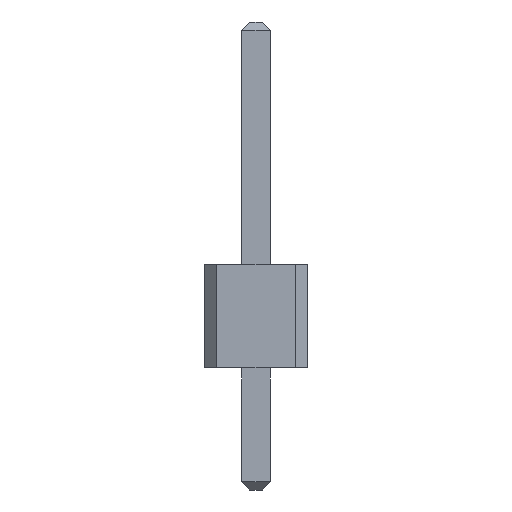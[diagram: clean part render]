
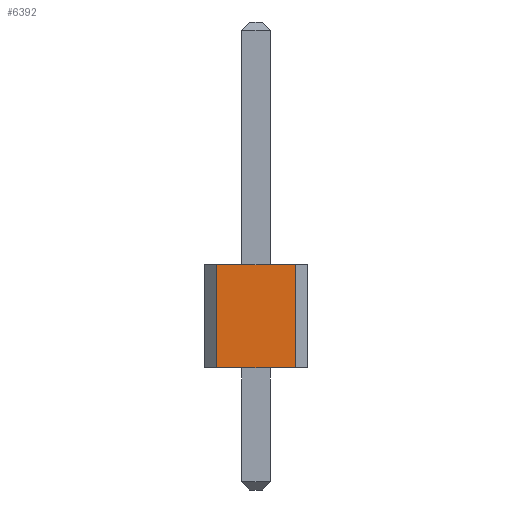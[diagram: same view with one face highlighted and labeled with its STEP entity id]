
A CAD part, front view. The second image highlights one B-rep face of the part: STEP entity #6392.
In plain terms, the highlighted planar face has unit normal (0, -1, 0).
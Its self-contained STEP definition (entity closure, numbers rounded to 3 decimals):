
#5474 = PLANE('',#5475);
#5475 = AXIS2_PLACEMENT_3D('',#5476,#5477,#5478);
#5476 = CARTESIAN_POINT('',(0.,-27.94,
    0.));
#5477 = DIRECTION('',(0.,0.,1.));
#5478 = DIRECTION('',(1.,0.,0.));
#5733 = PLANE('',#5734);
#5734 = AXIS2_PLACEMENT_3D('',#5735,#5736,#5737);
#5735 = CARTESIAN_POINT('',(0.,-27.94,2.54));
#5736 = DIRECTION('',(0.,0.,1.));
#5737 = DIRECTION('',(1.,0.,0.));
#5959 = VERTEX_POINT('',#5960);
#5960 = CARTESIAN_POINT('',(-0.97,-29.21,0.));
#5974 = PLANE('',#5975);
#5975 = AXIS2_PLACEMENT_3D('',#5976,#5977,#5978);
#5976 = CARTESIAN_POINT('',(-1.12,-29.06,0.));
#5977 = DIRECTION('',(-0.707,-0.707,0.));
#5978 = DIRECTION('',(0.,0.,1.));
#5986 = EDGE_CURVE('',#5987,#5959,#5989,.T.);
#5987 = VERTEX_POINT('',#5988);
#5988 = CARTESIAN_POINT('',(0.97,-29.21,0.));
#5989 = SURFACE_CURVE('',#5990,(#5994,#6001),.PCURVE_S1.);
#5990 = LINE('',#5991,#5992);
#5991 = CARTESIAN_POINT('',(1.27,-29.21,0.));
#5992 = VECTOR('',#5993,1.);
#5993 = DIRECTION('',(-1.,0.,0.));
#5994 = PCURVE('',#5474,#5995);
#5995 = DEFINITIONAL_REPRESENTATION('',(#5996),#6000);
#5996 = LINE('',#5997,#5998);
#5997 = CARTESIAN_POINT('',(1.27,-1.27));
#5998 = VECTOR('',#5999,1.);
#5999 = DIRECTION('',(-1.,0.));
#6000 = ( GEOMETRIC_REPRESENTATION_CONTEXT(2) 
PARAMETRIC_REPRESENTATION_CONTEXT() REPRESENTATION_CONTEXT('2D SPACE',''
  ) );
#6001 = PCURVE('',#6002,#6007);
#6002 = PLANE('',#6003);
#6003 = AXIS2_PLACEMENT_3D('',#6004,#6005,#6006);
#6004 = CARTESIAN_POINT('',(1.27,-29.21,0.));
#6005 = DIRECTION('',(0.,-1.,0.));
#6006 = DIRECTION('',(-1.,0.,0.));
#6007 = DEFINITIONAL_REPRESENTATION('',(#6008),#6012);
#6008 = LINE('',#6009,#6010);
#6009 = CARTESIAN_POINT('',(0.,-0.));
#6010 = VECTOR('',#6011,1.);
#6011 = DIRECTION('',(1.,0.));
#6012 = ( GEOMETRIC_REPRESENTATION_CONTEXT(2) 
PARAMETRIC_REPRESENTATION_CONTEXT() REPRESENTATION_CONTEXT('2D SPACE',''
  ) );
#6030 = PLANE('',#6031);
#6031 = AXIS2_PLACEMENT_3D('',#6032,#6033,#6034);
#6032 = CARTESIAN_POINT('',(1.12,-29.06,0.));
#6033 = DIRECTION('',(0.707,-0.707,0.));
#6034 = DIRECTION('',(0.,0.,1.));
#6223 = VERTEX_POINT('',#6224);
#6224 = CARTESIAN_POINT('',(-0.97,-29.21,2.54));
#6245 = EDGE_CURVE('',#6246,#6223,#6248,.T.);
#6246 = VERTEX_POINT('',#6247);
#6247 = CARTESIAN_POINT('',(0.97,-29.21,2.54));
#6248 = SURFACE_CURVE('',#6249,(#6253,#6260),.PCURVE_S1.);
#6249 = LINE('',#6250,#6251);
#6250 = CARTESIAN_POINT('',(1.27,-29.21,2.54));
#6251 = VECTOR('',#6252,1.);
#6252 = DIRECTION('',(-1.,0.,0.));
#6253 = PCURVE('',#5733,#6254);
#6254 = DEFINITIONAL_REPRESENTATION('',(#6255),#6259);
#6255 = LINE('',#6256,#6257);
#6256 = CARTESIAN_POINT('',(1.27,-1.27));
#6257 = VECTOR('',#6258,1.);
#6258 = DIRECTION('',(-1.,0.));
#6259 = ( GEOMETRIC_REPRESENTATION_CONTEXT(2) 
PARAMETRIC_REPRESENTATION_CONTEXT() REPRESENTATION_CONTEXT('2D SPACE',''
  ) );
#6260 = PCURVE('',#6002,#6261);
#6261 = DEFINITIONAL_REPRESENTATION('',(#6262),#6266);
#6262 = LINE('',#6263,#6264);
#6263 = CARTESIAN_POINT('',(0.,-2.54));
#6264 = VECTOR('',#6265,1.);
#6265 = DIRECTION('',(1.,0.));
#6266 = ( GEOMETRIC_REPRESENTATION_CONTEXT(2) 
PARAMETRIC_REPRESENTATION_CONTEXT() REPRESENTATION_CONTEXT('2D SPACE',''
  ) );
#6372 = EDGE_CURVE('',#5987,#6246,#6373,.T.);
#6373 = SURFACE_CURVE('',#6374,(#6378,#6385),.PCURVE_S1.);
#6374 = LINE('',#6375,#6376);
#6375 = CARTESIAN_POINT('',(0.97,-29.21,0.));
#6376 = VECTOR('',#6377,1.);
#6377 = DIRECTION('',(0.,0.,1.));
#6378 = PCURVE('',#6030,#6379);
#6379 = DEFINITIONAL_REPRESENTATION('',(#6380),#6384);
#6380 = LINE('',#6381,#6382);
#6381 = CARTESIAN_POINT('',(0.,0.212));
#6382 = VECTOR('',#6383,1.);
#6383 = DIRECTION('',(1.,0.));
#6384 = ( GEOMETRIC_REPRESENTATION_CONTEXT(2) 
PARAMETRIC_REPRESENTATION_CONTEXT() REPRESENTATION_CONTEXT('2D SPACE',''
  ) );
#6385 = PCURVE('',#6002,#6386);
#6386 = DEFINITIONAL_REPRESENTATION('',(#6387),#6391);
#6387 = LINE('',#6388,#6389);
#6388 = CARTESIAN_POINT('',(0.3,0.));
#6389 = VECTOR('',#6390,1.);
#6390 = DIRECTION('',(0.,-1.));
#6391 = ( GEOMETRIC_REPRESENTATION_CONTEXT(2) 
PARAMETRIC_REPRESENTATION_CONTEXT() REPRESENTATION_CONTEXT('2D SPACE',''
  ) );
#6392 = ADVANCED_FACE('',(#6393),#6002,.T.);
#6393 = FACE_BOUND('',#6394,.T.);
#6394 = EDGE_LOOP('',(#6395,#6396,#6397,#6398));
#6395 = ORIENTED_EDGE('',*,*,#5986,.F.);
#6396 = ORIENTED_EDGE('',*,*,#6372,.T.);
#6397 = ORIENTED_EDGE('',*,*,#6245,.T.);
#6398 = ORIENTED_EDGE('',*,*,#6399,.F.);
#6399 = EDGE_CURVE('',#5959,#6223,#6400,.T.);
#6400 = SURFACE_CURVE('',#6401,(#6405,#6412),.PCURVE_S1.);
#6401 = LINE('',#6402,#6403);
#6402 = CARTESIAN_POINT('',(-0.97,-29.21,0.));
#6403 = VECTOR('',#6404,1.);
#6404 = DIRECTION('',(0.,0.,1.));
#6405 = PCURVE('',#6002,#6406);
#6406 = DEFINITIONAL_REPRESENTATION('',(#6407),#6411);
#6407 = LINE('',#6408,#6409);
#6408 = CARTESIAN_POINT('',(2.24,0.));
#6409 = VECTOR('',#6410,1.);
#6410 = DIRECTION('',(0.,-1.));
#6411 = ( GEOMETRIC_REPRESENTATION_CONTEXT(2) 
PARAMETRIC_REPRESENTATION_CONTEXT() REPRESENTATION_CONTEXT('2D SPACE',''
  ) );
#6412 = PCURVE('',#5974,#6413);
#6413 = DEFINITIONAL_REPRESENTATION('',(#6414),#6418);
#6414 = LINE('',#6415,#6416);
#6415 = CARTESIAN_POINT('',(0.,-0.212));
#6416 = VECTOR('',#6417,1.);
#6417 = DIRECTION('',(1.,0.));
#6418 = ( GEOMETRIC_REPRESENTATION_CONTEXT(2) 
PARAMETRIC_REPRESENTATION_CONTEXT() REPRESENTATION_CONTEXT('2D SPACE',''
  ) );
